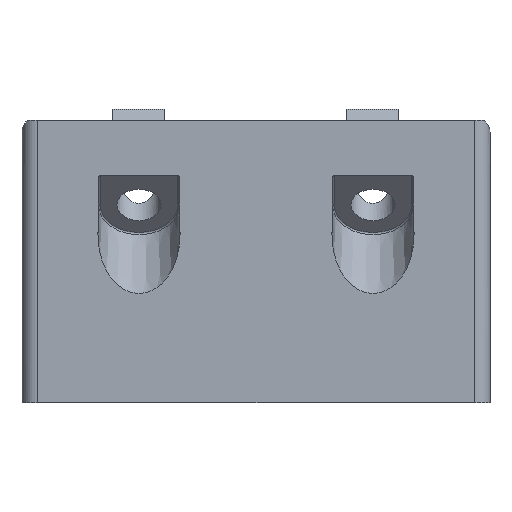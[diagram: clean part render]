
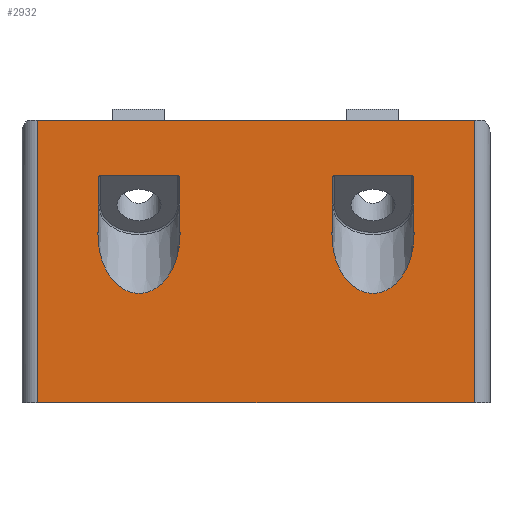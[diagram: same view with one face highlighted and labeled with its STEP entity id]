
A CAD part, left-side view. The second image highlights one B-rep face of the part: STEP entity #2932.
In plain terms, the highlighted planar face has unit normal (-1, 0, 0).
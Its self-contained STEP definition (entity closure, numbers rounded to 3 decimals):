
#35=FACE_BOUND('',#1041,.T.);
#36=FACE_BOUND('',#1042,.T.);
#52=PLANE('',#3232);
#132=LINE('',#4674,#384);
#187=LINE('',#5334,#439);
#228=LINE('',#5470,#480);
#229=LINE('',#5472,#481);
#230=LINE('',#5475,#482);
#231=LINE('',#5479,#483);
#232=LINE('',#5483,#484);
#233=LINE('',#5487,#485);
#234=LINE('',#5491,#486);
#235=LINE('',#5495,#487);
#384=VECTOR('',#3505,10.);
#439=VECTOR('',#3738,10.);
#480=VECTOR('',#3843,10.);
#481=VECTOR('',#3846,10.);
#482=VECTOR('',#3847,10.);
#483=VECTOR('',#3850,10.);
#484=VECTOR('',#3853,10.);
#485=VECTOR('',#3856,10.);
#486=VECTOR('',#3859,10.);
#487=VECTOR('',#3862,10.);
#745=ELLIPSE('',#3233,11.161,7.891);
#746=ELLIPSE('',#3234,0.424,0.3);
#747=ELLIPSE('',#3235,0.424,0.3);
#748=ELLIPSE('',#3236,11.161,7.891);
#749=ELLIPSE('',#3237,0.424,0.3);
#750=ELLIPSE('',#3238,0.424,0.3);
#846=FACE_OUTER_BOUND('',#1040,.T.);
#1040=EDGE_LOOP('',(#2342,#2343,#2344,#2345));
#1041=EDGE_LOOP('',(#2346,#2347,#2348,#2349,#2350,#2351));
#1042=EDGE_LOOP('',(#2352,#2353,#2354,#2355,#2356,#2357));
#1312=VERTEX_POINT('',#4671);
#1313=VERTEX_POINT('',#4673);
#1393=VERTEX_POINT('',#5333);
#1456=VERTEX_POINT('',#5468);
#1457=VERTEX_POINT('',#5473);
#1458=VERTEX_POINT('',#5474);
#1459=VERTEX_POINT('',#5476);
#1460=VERTEX_POINT('',#5478);
#1461=VERTEX_POINT('',#5480);
#1462=VERTEX_POINT('',#5482);
#1463=VERTEX_POINT('',#5485);
#1464=VERTEX_POINT('',#5486);
#1465=VERTEX_POINT('',#5488);
#1466=VERTEX_POINT('',#5490);
#1467=VERTEX_POINT('',#5492);
#1468=VERTEX_POINT('',#5494);
#1591=EDGE_CURVE('',#1312,#1313,#132,.T.);
#1712=EDGE_CURVE('',#1313,#1393,#187,.T.);
#1781=EDGE_CURVE('',#1456,#1312,#228,.T.);
#1782=EDGE_CURVE('',#1393,#1456,#229,.T.);
#1783=EDGE_CURVE('',#1457,#1458,#230,.T.);
#1784=EDGE_CURVE('',#1458,#1459,#745,.T.);
#1785=EDGE_CURVE('',#1459,#1460,#231,.T.);
#1786=EDGE_CURVE('',#1461,#1460,#746,.T.);
#1787=EDGE_CURVE('',#1461,#1462,#232,.T.);
#1788=EDGE_CURVE('',#1457,#1462,#747,.T.);
#1789=EDGE_CURVE('',#1463,#1464,#233,.T.);
#1790=EDGE_CURVE('',#1464,#1465,#748,.T.);
#1791=EDGE_CURVE('',#1465,#1466,#234,.T.);
#1792=EDGE_CURVE('',#1467,#1466,#749,.T.);
#1793=EDGE_CURVE('',#1467,#1468,#235,.T.);
#1794=EDGE_CURVE('',#1463,#1468,#750,.T.);
#2342=ORIENTED_EDGE('',*,*,#1712,.F.);
#2343=ORIENTED_EDGE('',*,*,#1591,.F.);
#2344=ORIENTED_EDGE('',*,*,#1781,.F.);
#2345=ORIENTED_EDGE('',*,*,#1782,.F.);
#2346=ORIENTED_EDGE('',*,*,#1783,.T.);
#2347=ORIENTED_EDGE('',*,*,#1784,.T.);
#2348=ORIENTED_EDGE('',*,*,#1785,.T.);
#2349=ORIENTED_EDGE('',*,*,#1786,.F.);
#2350=ORIENTED_EDGE('',*,*,#1787,.T.);
#2351=ORIENTED_EDGE('',*,*,#1788,.F.);
#2352=ORIENTED_EDGE('',*,*,#1789,.T.);
#2353=ORIENTED_EDGE('',*,*,#1790,.T.);
#2354=ORIENTED_EDGE('',*,*,#1791,.T.);
#2355=ORIENTED_EDGE('',*,*,#1792,.F.);
#2356=ORIENTED_EDGE('',*,*,#1793,.T.);
#2357=ORIENTED_EDGE('',*,*,#1794,.F.);
#2932=ADVANCED_FACE('',(#846,#35,#36),#52,.T.);
#3232=AXIS2_PLACEMENT_3D('',#5471,#3844,#3845);
#3233=AXIS2_PLACEMENT_3D('',#5477,#3848,#3849);
#3234=AXIS2_PLACEMENT_3D('',#5481,#3851,#3852);
#3235=AXIS2_PLACEMENT_3D('',#5484,#3854,#3855);
#3236=AXIS2_PLACEMENT_3D('',#5489,#3857,#3858);
#3237=AXIS2_PLACEMENT_3D('',#5493,#3860,#3861);
#3238=AXIS2_PLACEMENT_3D('',#5496,#3863,#3864);
#3505=DIRECTION('',(0.,1.,0.));
#3738=DIRECTION('',(0.,0.,1.));
#3843=DIRECTION('',(0.,0.,-1.));
#3844=DIRECTION('center_axis',(-1.,0.,0.));
#3845=DIRECTION('ref_axis',(0.,-1.,0.));
#3846=DIRECTION('',(0.,-1.,0.));
#3847=DIRECTION('',(0.,-0.012,-1.));
#3848=DIRECTION('center_axis',(1.,0.,0.));
#3849=DIRECTION('ref_axis',(0.,0.,
1.));
#3850=DIRECTION('',(0.,-0.012,1.));
#3851=DIRECTION('center_axis',(-1.,0.,0.));
#3852=DIRECTION('ref_axis',(0.,0.,1.));
#3853=DIRECTION('',(0.,-1.,0.));
#3854=DIRECTION('center_axis',(-1.,0.,0.));
#3855=DIRECTION('ref_axis',(0.,0.,1.));
#3856=DIRECTION('',(0.,-0.012,-1.));
#3857=DIRECTION('center_axis',(1.,0.,0.));
#3858=DIRECTION('ref_axis',(0.,0.,
1.));
#3859=DIRECTION('',(0.,-0.012,1.));
#3860=DIRECTION('center_axis',(-1.,0.,0.));
#3861=DIRECTION('ref_axis',(0.,0.,
1.));
#3862=DIRECTION('',(0.,-1.,0.));
#3863=DIRECTION('center_axis',(-1.,0.,0.));
#3864=DIRECTION('ref_axis',(0.,0.,
1.));
#4671=CARTESIAN_POINT('',(0.,-42.,0.));
#4673=CARTESIAN_POINT('',(0.,42.,0.));
#4674=CARTESIAN_POINT('',(0.,-22.5,0.));
#5333=CARTESIAN_POINT('',(0.,42.,54.29));
#5334=CARTESIAN_POINT('',(0.,42.,0.));
#5468=CARTESIAN_POINT('',(0.,-42.,54.29));
#5470=CARTESIAN_POINT('',(0.,-42.,0.));
#5471=CARTESIAN_POINT('Origin',(0.,0.,
0.));
#5472=CARTESIAN_POINT('',(0.,0.,54.29));
#5473=CARTESIAN_POINT('',(0.,-30.255,43.259));
#5474=CARTESIAN_POINT('',(0.,-30.389,32.377));
#5475=CARTESIAN_POINT('',(0.,-30.449,27.577));
#5476=CARTESIAN_POINT('',(0.,-14.611,32.377));
#5477=CARTESIAN_POINT('Origin',(0.,-22.5,32.182));
#5478=CARTESIAN_POINT('',(0.,-14.745,43.259));
#5479=CARTESIAN_POINT('',(0.,-14.445,18.926));
#5480=CARTESIAN_POINT('',(0.,-15.045,43.676));
#5481=CARTESIAN_POINT('Origin',(0.,-15.045,
43.252));
#5482=CARTESIAN_POINT('',(0.,-29.955,43.676));
#5483=CARTESIAN_POINT('',(0.,-11.25,43.676));
#5484=CARTESIAN_POINT('Origin',(0.,-29.955,
43.252));
#5485=CARTESIAN_POINT('',(0.,14.745,43.259));
#5486=CARTESIAN_POINT('',(0.,14.611,32.377));
#5487=CARTESIAN_POINT('',(0.,14.445,18.926));
#5488=CARTESIAN_POINT('',(0.,30.389,32.377));
#5489=CARTESIAN_POINT('Origin',(0.,22.5,32.182));
#5490=CARTESIAN_POINT('',(0.,30.255,43.259));
#5491=CARTESIAN_POINT('',(0.,30.449,27.577));
#5492=CARTESIAN_POINT('',(0.,29.955,43.676));
#5493=CARTESIAN_POINT('Origin',(0.,29.955,
43.252));
#5494=CARTESIAN_POINT('',(0.,15.045,43.676));
#5495=CARTESIAN_POINT('',(0.,11.25,43.676));
#5496=CARTESIAN_POINT('Origin',(0.,15.045,
43.252));
